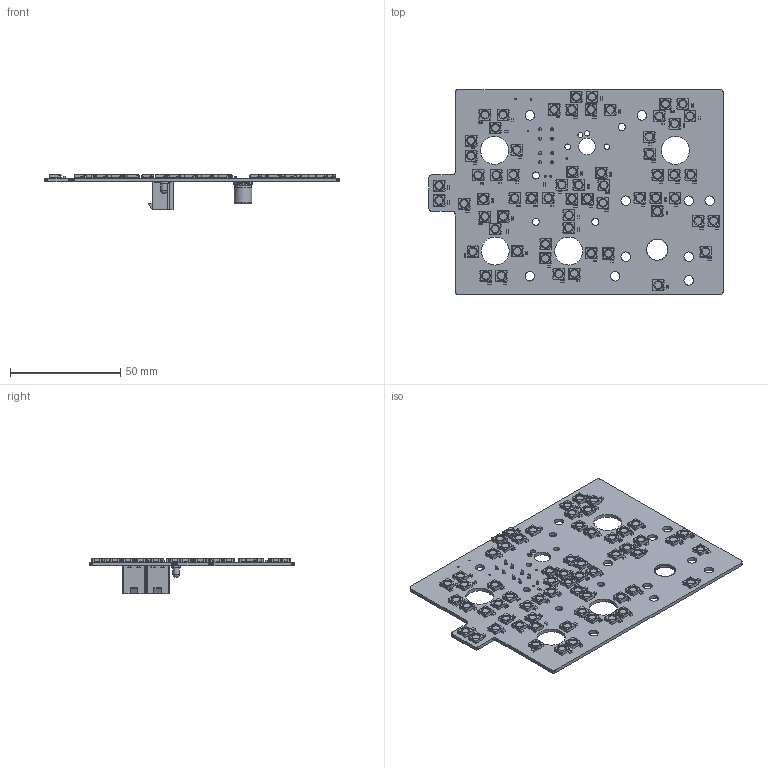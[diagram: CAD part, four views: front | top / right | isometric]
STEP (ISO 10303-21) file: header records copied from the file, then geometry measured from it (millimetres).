
FILE_DESCRIPTION(('KiCad electronic assembly'),'2;1');
FILE_NAME('ECS PANEL.step','2023-05-18T13:38:29',('Pcbnew'),('Kicad'), 'Open CASCADE STEP processor 7.6','KiCad to STEP converter','Unknown' );
FILE_SCHEMA(('AUTOMOTIVE_DESIGN { 1 0 10303 214 1 1 1 1 }'));
Length unit declared in the file: millimetre
Products named in the file (14): ECS PANEL 1; LED_WS2812B_PLCC4_5.0x5.0mm_P3.2mm; SOLID; R_0603_1608Metric; C_0603_1608Metric; CP_Elec_8x10; LED_D3.0mm_GREEN; Molex_Mini-Fit_Jr_5566-04A_2x02_P4.20mm_Vertical; ECS PANEL PCB
Assembly tree (136 placements, depth 3):
  ECS PANEL 1
    LED_WS2812B_PLCC4_5.0x5.0mm_P3.2mm  x63
      SOLID
    R_0603_1608Metric
      SOLID
    C_0603_1608Metric  x61
      SOLID
    CP_Elec_8x10
      SOLID
    LED_D3.0mm_GREEN
      SOLID
    Molex_Mini-Fit_Jr_5566-04A_2x02_P4.20mm_Vertical  x2
      SOLID
    ECS PANEL PCB
Bounding box: 133.55 x 93.01 x 16.3 mm (x, y, z)
Volume: 21097.6 mm3; surface area: 32204.8 mm2
Topology: 130 solids, 130 shells, 6553 faces, 18602 edges, 12268 vertices
Faces by surface type: plane 4306, cylinder 2176, cone 63, torus 4, bspline 2, revolution 1, sphere 1
Full cylindrical faces by diameter (mm): 0.7 x4, 0.9 x2, 1.4 x8, 2.38 x1, 2.5 x2, 3 x1, 3.2 x4, 3.333 x63, 4.3 x10, 7.54 x1, 8 x2, 12.7 x4
Entity records: 39634 total; most frequent: CARTESIAN_POINT 7471, DIRECTION 5800, LINE 4045, VECTOR 4045, ORIENTED_EDGE 2956, PCURVE 2956, DEFINITIONAL_REPRESENTATION 2956, EDGE_CURVE 1478
